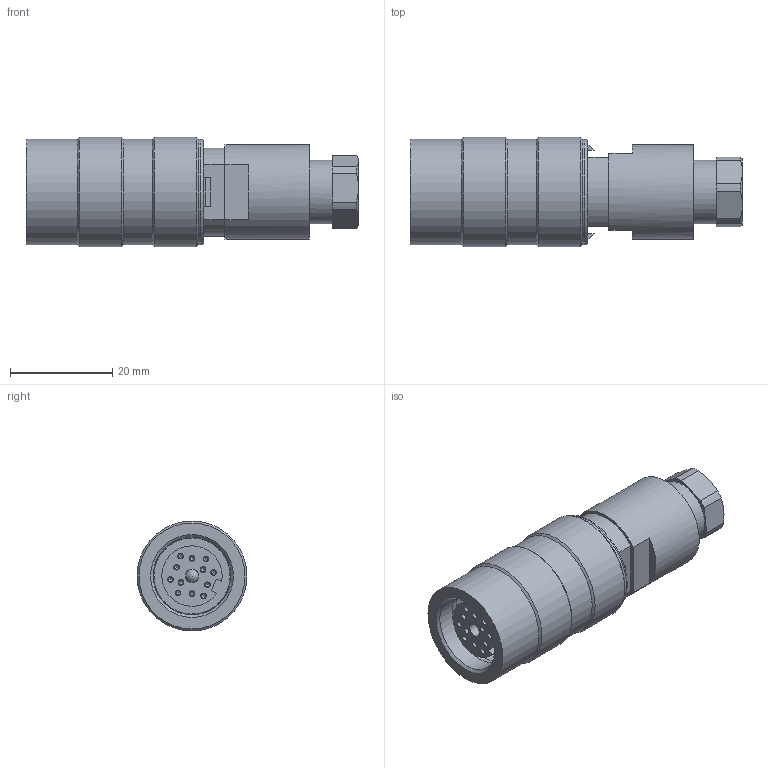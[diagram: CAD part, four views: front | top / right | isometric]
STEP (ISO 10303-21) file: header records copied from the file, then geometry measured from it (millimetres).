
FILE_DESCRIPTION(/* description */ (''),/* implementation_level */ '2;1');
FILE_NAME(/* name */ '09-0130-25-12.stp',/* time_stamp */ '2011-10-11T14:27:00+02:00',/* author */ (''),/* organization */ (''),/* preprocessor_version */ 'ST-DEVELOPER v11',/* originating_system */ 'UGS - NX 5.0',/* authorisation */ '');
FILE_SCHEMA (('CONFIG_CONTROL_DESIGN'));
Length unit declared in the file: millimetre
Products named in the file (1): kbor469Ew2zv
Bounding box: 64.9 x 21.5 x 21.5 mm (x, y, z)
Volume: 17548 mm3; surface area: 5883.6 mm2
Topology: 1 solids, 1 shells, 265 faces, 695 edges, 469 vertices
Faces by surface type: plane 122, cone 71, cylinder 46, torus 25, bspline 1
Full cylindrical faces by diameter (mm): 1.1 x12, 1.15 x12, 2.6 x1, 12.5 x1, 14.9 x1, 15.188 x1, 16 x1, 17.1 x1, 17.45 x1, 18.5 x1, 20.7 x3, 21.5 x2
Entity records: 7869 total; most frequent: CARTESIAN_POINT 2028, DIRECTION 1196, ORIENTED_EDGE 1100, EDGE_CURVE 550, AXIS2_PLACEMENT_3D 541, VERTEX_POINT 405, EDGE_LOOP 370, ADVANCED_FACE 265
